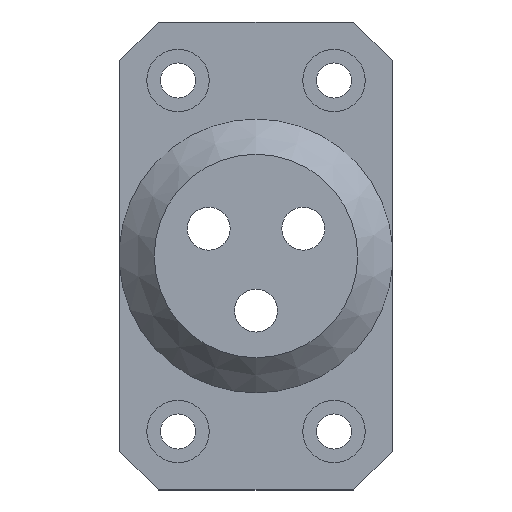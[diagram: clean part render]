
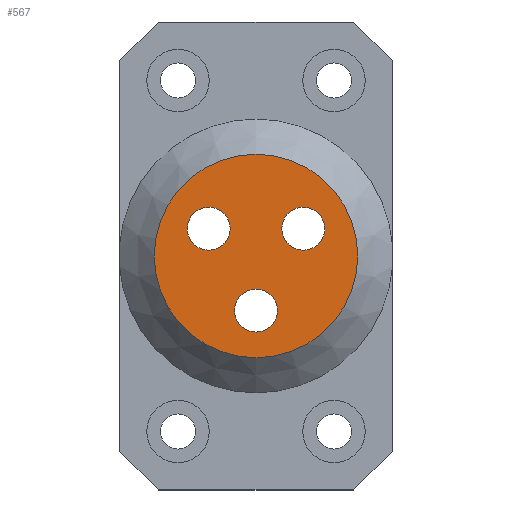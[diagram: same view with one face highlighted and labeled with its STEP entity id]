
A CAD part, left-side view. The second image highlights one B-rep face of the part: STEP entity #567.
In plain terms, the highlighted planar face has unit normal (-1, 0, 0).
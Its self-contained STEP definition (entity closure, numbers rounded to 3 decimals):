
#32=FACE_BOUND('',#112,.T.);
#33=FACE_BOUND('',#113,.T.);
#34=FACE_BOUND('',#114,.T.);
#53=PLANE('',#623);
#74=FACE_OUTER_BOUND('',#111,.T.);
#111=EDGE_LOOP('',(#434));
#112=EDGE_LOOP('',(#435));
#113=EDGE_LOOP('',(#436));
#114=EDGE_LOOP('',(#437));
#253=CIRCLE('',#621,26.095);
#254=CIRCLE('',#624,5.5);
#255=CIRCLE('',#625,5.5);
#256=CIRCLE('',#626,5.5);
#292=VERTEX_POINT('',#894);
#296=VERTEX_POINT('',#906);
#297=VERTEX_POINT('',#908);
#298=VERTEX_POINT('',#910);
#346=EDGE_CURVE('',#292,#292,#253,.T.);
#351=EDGE_CURVE('',#296,#296,#254,.T.);
#352=EDGE_CURVE('',#297,#297,#255,.T.);
#353=EDGE_CURVE('',#298,#298,#256,.T.);
#434=ORIENTED_EDGE('',*,*,#346,.T.);
#435=ORIENTED_EDGE('',*,*,#351,.T.);
#436=ORIENTED_EDGE('',*,*,#352,.T.);
#437=ORIENTED_EDGE('',*,*,#353,.T.);
#567=ADVANCED_FACE('',(#74,#32,#33,#34),#53,.T.);
#621=AXIS2_PLACEMENT_3D('',#896,#707,#708);
#623=AXIS2_PLACEMENT_3D('',#905,#715,#716);
#624=AXIS2_PLACEMENT_3D('',#907,#717,#718);
#625=AXIS2_PLACEMENT_3D('',#909,#719,#720);
#626=AXIS2_PLACEMENT_3D('',#911,#721,#722);
#707=DIRECTION('center_axis',(-1.,0.,0.));
#708=DIRECTION('ref_axis',(0.,0.,-1.));
#715=DIRECTION('center_axis',(-1.,0.,0.));
#716=DIRECTION('ref_axis',(0.,0.,
-1.));
#717=DIRECTION('center_axis',(1.,0.,0.));
#718=DIRECTION('ref_axis',(0.,-1.,0.));
#719=DIRECTION('center_axis',(1.,0.,0.));
#720=DIRECTION('ref_axis',(0.,-1.,0.));
#721=DIRECTION('center_axis',(1.,0.,0.));
#722=DIRECTION('ref_axis',(0.,-1.,0.));
#894=CARTESIAN_POINT('',(366.987,-330.,201.095));
#896=CARTESIAN_POINT('Origin',(366.987,-330.,175.));
#905=CARTESIAN_POINT('Origin',(366.987,-330.,175.));
#906=CARTESIAN_POINT('',(366.987,-324.5,161.));
#907=CARTESIAN_POINT('Origin',(366.987,-330.,161.));
#908=CARTESIAN_POINT('',(366.987,-336.624,182.));
#909=CARTESIAN_POINT('Origin',(366.987,-342.124,182.));
#910=CARTESIAN_POINT('',(366.987,-312.376,182.));
#911=CARTESIAN_POINT('Origin',(366.987,-317.876,182.));
